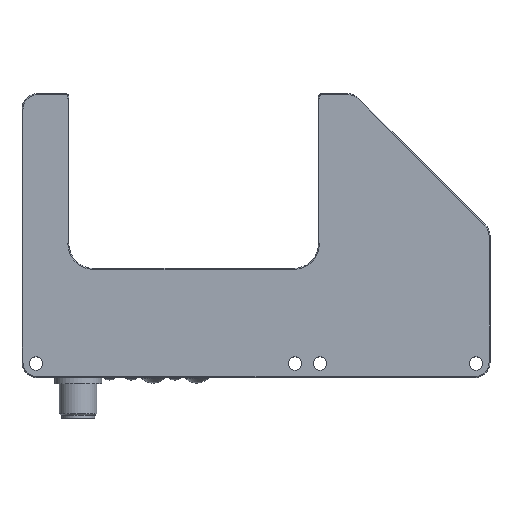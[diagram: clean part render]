
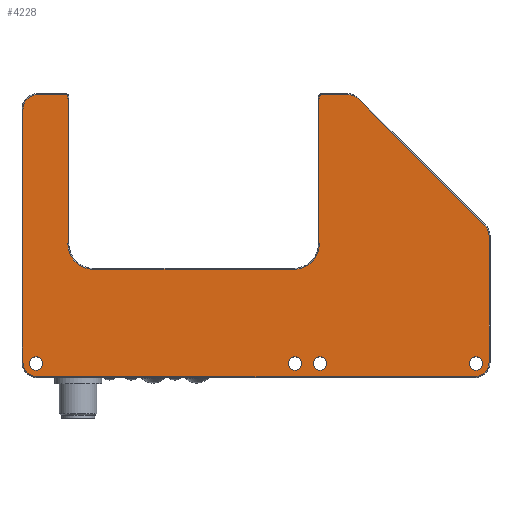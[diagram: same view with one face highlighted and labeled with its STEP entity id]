
A CAD part, top view. The second image highlights one B-rep face of the part: STEP entity #4228.
In plain terms, the highlighted planar face has unit normal (0, 0, 1).
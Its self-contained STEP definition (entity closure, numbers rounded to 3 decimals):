
#293=LINE('',#6424,#642);
#300=LINE('',#6447,#649);
#318=LINE('',#6490,#667);
#320=LINE('',#6494,#669);
#322=LINE('',#6498,#671);
#324=LINE('',#6502,#673);
#466=LINE('',#7147,#815);
#467=LINE('',#7150,#816);
#468=LINE('',#7154,#817);
#469=LINE('',#7158,#818);
#470=LINE('',#7162,#819);
#471=LINE('',#7166,#820);
#472=LINE('',#7170,#821);
#473=LINE('',#7174,#822);
#474=LINE('',#7177,#823);
#642=VECTOR('',#5172,46.5);
#649=VECTOR('',#5189,46.5);
#667=VECTOR('',#5217,0.3);
#669=VECTOR('',#5221,0.3);
#671=VECTOR('',#5225,0.3);
#673=VECTOR('',#5229,0.3);
#815=VECTOR('',#5807,64.);
#816=VECTOR('',#5810,0.5);
#817=VECTOR('',#5813,9.);
#818=VECTOR('',#5816,81.);
#819=VECTOR('',#5819,140.);
#820=VECTOR('',#5822,40.429);
#821=VECTOR('',#5825,57.376);
#822=VECTOR('',#5828,8.429);
#823=VECTOR('',#5831,0.5);
#1032=FACE_BOUND('',#1547,.T.);
#1033=FACE_BOUND('',#1548,.T.);
#1034=FACE_BOUND('',#1549,.T.);
#1035=FACE_BOUND('',#1550,.T.);
#1245=FACE_OUTER_BOUND('',#1546,.T.);
#1546=EDGE_LOOP('',(#3630,#3631,#3632,#3633,#3634,#3635,#3636,#3637,#3638,
#3639,#3640,#3641,#3642,#3643,#3644,#3645,#3646,#3647,#3648,#3649,#3650,
#3651,#3652,#3653));
#1547=EDGE_LOOP('',(#3654));
#1548=EDGE_LOOP('',(#3655));
#1549=EDGE_LOOP('',(#3656));
#1550=EDGE_LOOP('',(#3657));
#1778=CIRCLE('',#4623,2.15);
#1779=CIRCLE('',#4625,2.15);
#1780=CIRCLE('',#4627,2.15);
#1781=CIRCLE('',#4629,2.15);
#1805=CIRCLE('',#4690,8.3);
#1806=CIRCLE('',#4691,8.3);
#1807=CIRCLE('',#4692,0.7);
#1808=CIRCLE('',#4693,4.7);
#1809=CIRCLE('',#4694,4.7);
#1810=CIRCLE('',#4695,4.7);
#1811=CIRCLE('',#4696,4.7);
#1812=CIRCLE('',#4697,4.7);
#1813=CIRCLE('',#4698,0.7);
#1955=VERTEX_POINT('',#6421);
#1956=VERTEX_POINT('',#6423);
#1966=VERTEX_POINT('',#6444);
#1967=VERTEX_POINT('',#6446);
#1987=VERTEX_POINT('',#6488);
#1988=VERTEX_POINT('',#6492);
#1989=VERTEX_POINT('',#6496);
#1990=VERTEX_POINT('',#6500);
#2100=VERTEX_POINT('',#6988);
#2101=VERTEX_POINT('',#6992);
#2102=VERTEX_POINT('',#6996);
#2103=VERTEX_POINT('',#7000);
#2139=VERTEX_POINT('',#7144);
#2140=VERTEX_POINT('',#7146);
#2141=VERTEX_POINT('',#7149);
#2142=VERTEX_POINT('',#7151);
#2143=VERTEX_POINT('',#7153);
#2144=VERTEX_POINT('',#7155);
#2145=VERTEX_POINT('',#7157);
#2146=VERTEX_POINT('',#7159);
#2147=VERTEX_POINT('',#7161);
#2148=VERTEX_POINT('',#7163);
#2149=VERTEX_POINT('',#7165);
#2150=VERTEX_POINT('',#7167);
#2151=VERTEX_POINT('',#7169);
#2152=VERTEX_POINT('',#7171);
#2153=VERTEX_POINT('',#7173);
#2154=VERTEX_POINT('',#7175);
#2373=EDGE_CURVE('',#1955,#1956,#293,.T.);
#2384=EDGE_CURVE('',#1966,#1967,#300,.T.);
#2406=EDGE_CURVE('',#1956,#1987,#318,.T.);
#2408=EDGE_CURVE('',#1967,#1988,#320,.T.);
#2410=EDGE_CURVE('',#1989,#1966,#322,.T.);
#2412=EDGE_CURVE('',#1990,#1955,#324,.T.);
#2581=EDGE_CURVE('',#2100,#2100,#1778,.T.);
#2583=EDGE_CURVE('',#2101,#2101,#1779,.T.);
#2585=EDGE_CURVE('',#2102,#2102,#1780,.T.);
#2587=EDGE_CURVE('',#2103,#2103,#1781,.T.);
#2658=EDGE_CURVE('',#2139,#1990,#1805,.T.);
#2659=EDGE_CURVE('',#2140,#2139,#466,.T.);
#2660=EDGE_CURVE('',#1988,#2140,#1806,.T.);
#2661=EDGE_CURVE('',#2141,#1989,#467,.T.);
#2662=EDGE_CURVE('',#2142,#2141,#1807,.T.);
#2663=EDGE_CURVE('',#2143,#2142,#468,.T.);
#2664=EDGE_CURVE('',#2144,#2143,#1808,.T.);
#2665=EDGE_CURVE('',#2145,#2144,#469,.T.);
#2666=EDGE_CURVE('',#2146,#2145,#1809,.T.);
#2667=EDGE_CURVE('',#2147,#2146,#470,.T.);
#2668=EDGE_CURVE('',#2148,#2147,#1810,.T.);
#2669=EDGE_CURVE('',#2149,#2148,#471,.T.);
#2670=EDGE_CURVE('',#2150,#2149,#1811,.T.);
#2671=EDGE_CURVE('',#2151,#2150,#472,.T.);
#2672=EDGE_CURVE('',#2152,#2151,#1812,.T.);
#2673=EDGE_CURVE('',#2153,#2152,#473,.T.);
#2674=EDGE_CURVE('',#2154,#2153,#1813,.T.);
#2675=EDGE_CURVE('',#1987,#2154,#474,.T.);
#3630=ORIENTED_EDGE('',*,*,#2406,.F.);
#3631=ORIENTED_EDGE('',*,*,#2373,.F.);
#3632=ORIENTED_EDGE('',*,*,#2412,.F.);
#3633=ORIENTED_EDGE('',*,*,#2658,.F.);
#3634=ORIENTED_EDGE('',*,*,#2659,.F.);
#3635=ORIENTED_EDGE('',*,*,#2660,.F.);
#3636=ORIENTED_EDGE('',*,*,#2408,.F.);
#3637=ORIENTED_EDGE('',*,*,#2384,.F.);
#3638=ORIENTED_EDGE('',*,*,#2410,.F.);
#3639=ORIENTED_EDGE('',*,*,#2661,.F.);
#3640=ORIENTED_EDGE('',*,*,#2662,.F.);
#3641=ORIENTED_EDGE('',*,*,#2663,.F.);
#3642=ORIENTED_EDGE('',*,*,#2664,.F.);
#3643=ORIENTED_EDGE('',*,*,#2665,.F.);
#3644=ORIENTED_EDGE('',*,*,#2666,.F.);
#3645=ORIENTED_EDGE('',*,*,#2667,.F.);
#3646=ORIENTED_EDGE('',*,*,#2668,.F.);
#3647=ORIENTED_EDGE('',*,*,#2669,.F.);
#3648=ORIENTED_EDGE('',*,*,#2670,.F.);
#3649=ORIENTED_EDGE('',*,*,#2671,.F.);
#3650=ORIENTED_EDGE('',*,*,#2672,.F.);
#3651=ORIENTED_EDGE('',*,*,#2673,.F.);
#3652=ORIENTED_EDGE('',*,*,#2674,.F.);
#3653=ORIENTED_EDGE('',*,*,#2675,.F.);
#3654=ORIENTED_EDGE('',*,*,#2587,.T.);
#3655=ORIENTED_EDGE('',*,*,#2581,.T.);
#3656=ORIENTED_EDGE('',*,*,#2583,.T.);
#3657=ORIENTED_EDGE('',*,*,#2585,.T.);
#4000=PLANE('',#4689);
#4228=ADVANCED_FACE('',(#1245,#1032,#1033,#1034,#1035),#4000,.T.);
#4623=AXIS2_PLACEMENT_3D('',#6989,#5621,#5622);
#4625=AXIS2_PLACEMENT_3D('',#6993,#5626,#5627);
#4627=AXIS2_PLACEMENT_3D('',#6997,#5631,#5632);
#4629=AXIS2_PLACEMENT_3D('',#7001,#5636,#5637);
#4689=AXIS2_PLACEMENT_3D('',#7143,#5803,#5804);
#4690=AXIS2_PLACEMENT_3D('',#7145,#5805,#5806);
#4691=AXIS2_PLACEMENT_3D('',#7148,#5808,#5809);
#4692=AXIS2_PLACEMENT_3D('',#7152,#5811,#5812);
#4693=AXIS2_PLACEMENT_3D('',#7156,#5814,#5815);
#4694=AXIS2_PLACEMENT_3D('',#7160,#5817,#5818);
#4695=AXIS2_PLACEMENT_3D('',#7164,#5820,#5821);
#4696=AXIS2_PLACEMENT_3D('',#7168,#5823,#5824);
#4697=AXIS2_PLACEMENT_3D('',#7172,#5826,#5827);
#4698=AXIS2_PLACEMENT_3D('',#7176,#5829,#5830);
#5172=DIRECTION('',(0.,1.,0.));
#5189=DIRECTION('',(0.,-1.,0.));
#5217=DIRECTION('',(1.,0.,0.));
#5221=DIRECTION('',(-1.,0.,0.));
#5225=DIRECTION('',(1.,0.,0.));
#5229=DIRECTION('',(-1.,0.,0.));
#5621=DIRECTION('center_axis',(0.,0.,-1.));
#5622=DIRECTION('ref_axis',(-1.,0.,0.));
#5626=DIRECTION('center_axis',(0.,0.,-1.));
#5627=DIRECTION('ref_axis',(-1.,0.,0.));
#5631=DIRECTION('center_axis',(0.,0.,-1.));
#5632=DIRECTION('ref_axis',(-1.,0.,0.));
#5636=DIRECTION('center_axis',(0.,0.,-1.));
#5637=DIRECTION('ref_axis',(-1.,0.,0.));
#5803=DIRECTION('center_axis',(0.,0.,1.));
#5804=DIRECTION('ref_axis',(1.,0.,0.));
#5805=DIRECTION('center_axis',(0.,0.,1.));
#5806=DIRECTION('ref_axis',(0.707,-0.707,0.));
#5807=DIRECTION('',(1.,0.,0.));
#5808=DIRECTION('center_axis',(0.,0.,1.));
#5809=DIRECTION('ref_axis',(-0.707,-0.707,0.));
#5810=DIRECTION('',(0.,-1.,0.));
#5811=DIRECTION('center_axis',(0.,0.,-1.));
#5812=DIRECTION('ref_axis',(0.707,0.707,0.));
#5813=DIRECTION('',(1.,0.,0.));
#5814=DIRECTION('center_axis',(0.,0.,-1.));
#5815=DIRECTION('ref_axis',(-0.707,0.707,0.));
#5816=DIRECTION('',(0.,1.,0.));
#5817=DIRECTION('center_axis',(0.,0.,-1.));
#5818=DIRECTION('ref_axis',(-0.707,-0.707,0.));
#5819=DIRECTION('',(-1.,0.,0.));
#5820=DIRECTION('center_axis',(0.,0.,-1.));
#5821=DIRECTION('ref_axis',(0.707,-0.707,0.));
#5822=DIRECTION('',(0.,-1.,0.));
#5823=DIRECTION('center_axis',(0.,0.,-1.));
#5824=DIRECTION('ref_axis',(0.924,0.383,0.));
#5825=DIRECTION('',(0.707,-0.707,0.));
#5826=DIRECTION('center_axis',(0.,0.,-1.));
#5827=DIRECTION('ref_axis',(0.383,0.924,0.));
#5828=DIRECTION('',(1.,0.,0.));
#5829=DIRECTION('center_axis',(0.,0.,-1.));
#5830=DIRECTION('ref_axis',(-0.707,0.707,0.));
#5831=DIRECTION('',(0.,1.,0.));
#6421=CARTESIAN_POINT('',(95.,43.,17.));
#6423=CARTESIAN_POINT('',(95.,89.5,17.));
#6424=CARTESIAN_POINT('',(95.,67.25,17.));
#6444=CARTESIAN_POINT('',(15.,89.5,17.));
#6446=CARTESIAN_POINT('',(15.,43.,17.));
#6447=CARTESIAN_POINT('',(15.,45.25,17.));
#6488=CARTESIAN_POINT('',(95.3,89.5,17.));
#6490=CARTESIAN_POINT('',(89.629,89.5,17.));
#6492=CARTESIAN_POINT('',(14.7,43.,17.));
#6494=CARTESIAN_POINT('',(44.25,43.,17.));
#6496=CARTESIAN_POINT('',(14.7,89.5,17.));
#6498=CARTESIAN_POINT('',(45.,89.5,17.));
#6500=CARTESIAN_POINT('',(95.3,43.,17.));
#6502=CARTESIAN_POINT('',(85.,43.,17.));
#6988=CARTESIAN_POINT('',(6.65,4.5,17.));
#6989=CARTESIAN_POINT('Origin',(4.5,4.5,17.));
#6992=CARTESIAN_POINT('',(89.65,4.5,17.));
#6993=CARTESIAN_POINT('Origin',(87.5,4.5,17.));
#6996=CARTESIAN_POINT('',(97.65,4.5,17.));
#6997=CARTESIAN_POINT('Origin',(95.5,4.5,17.));
#7000=CARTESIAN_POINT('',(147.65,4.5,17.));
#7001=CARTESIAN_POINT('Origin',(145.5,4.5,17.));
#7143=CARTESIAN_POINT('Origin',(73.064,32.542,17.));
#7144=CARTESIAN_POINT('',(87.,34.7,17.));
#7145=CARTESIAN_POINT('Origin',(87.,43.,17.));
#7146=CARTESIAN_POINT('',(23.,34.7,17.));
#7147=CARTESIAN_POINT('',(35.,34.7,17.));
#7148=CARTESIAN_POINT('Origin',(23.,43.,17.));
#7149=CARTESIAN_POINT('',(14.7,90.,17.));
#7150=CARTESIAN_POINT('',(14.7,61.271,17.));
#7151=CARTESIAN_POINT('',(14.,90.7,17.));
#7152=CARTESIAN_POINT('Origin',(14.,90.,17.));
#7153=CARTESIAN_POINT('',(5.,90.7,17.));
#7154=CARTESIAN_POINT('',(40.282,90.7,17.));
#7155=CARTESIAN_POINT('',(0.3,86.,17.));
#7156=CARTESIAN_POINT('Origin',(5.,86.,17.));
#7157=CARTESIAN_POINT('',(0.3,5.,17.));
#7158=CARTESIAN_POINT('',(0.3,16.271,17.));
#7159=CARTESIAN_POINT('',(5.,0.3,17.));
#7160=CARTESIAN_POINT('Origin',(5.,5.,17.));
#7161=CARTESIAN_POINT('',(145.,0.3,17.));
#7162=CARTESIAN_POINT('',(111.532,0.3,17.));
#7163=CARTESIAN_POINT('',(149.7,5.,17.));
#7164=CARTESIAN_POINT('Origin',(145.,5.,17.));
#7165=CARTESIAN_POINT('',(149.7,45.429,17.));
#7166=CARTESIAN_POINT('',(149.7,61.271,17.));
#7167=CARTESIAN_POINT('',(148.323,48.752,17.));
#7168=CARTESIAN_POINT('Origin',(145.,45.429,17.));
#7169=CARTESIAN_POINT('',(107.752,89.323,17.));
#7170=CARTESIAN_POINT('',(113.043,84.032,17.));
#7171=CARTESIAN_POINT('',(104.429,90.7,17.));
#7172=CARTESIAN_POINT('Origin',(104.429,86.,17.));
#7173=CARTESIAN_POINT('',(96.,90.7,17.));
#7174=CARTESIAN_POINT('',(87.157,90.7,17.));
#7175=CARTESIAN_POINT('',(95.3,90.,17.));
#7176=CARTESIAN_POINT('Origin',(96.,90.,17.));
#7177=CARTESIAN_POINT('',(95.3,33.771,17.));
